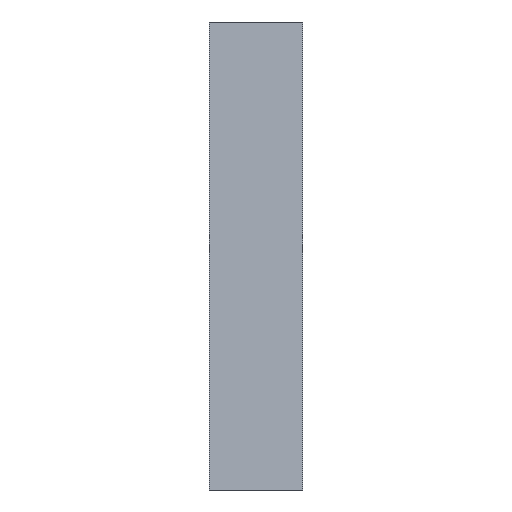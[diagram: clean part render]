
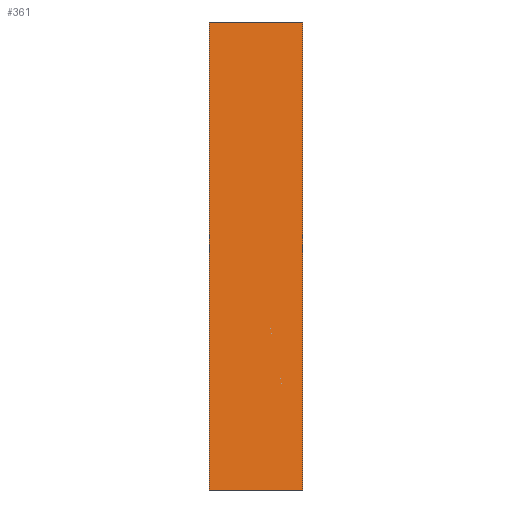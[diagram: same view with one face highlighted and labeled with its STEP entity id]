
A CAD part, left-side view. The second image highlights one B-rep face of the part: STEP entity #361.
In plain terms, the highlighted planar face has unit normal (-0.966, -0.259, 0).
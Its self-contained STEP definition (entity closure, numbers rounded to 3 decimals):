
#17 = VERTEX_POINT ( 'NONE', #18 ) ;
#18 = CARTESIAN_POINT ( 'NONE',  ( -2.679, 10., 50. ) ) ;
#20 = CARTESIAN_POINT ( 'NONE',  ( 0., 0., 50. ) ) ;
#22 = VERTEX_POINT ( 'NONE', #20 ) ;
#24 = VERTEX_POINT ( 'NONE', #169 ) ;
#34 = VERTEX_POINT ( 'NONE', #164 ) ;
#56 = EDGE_CURVE ( 'NONE', #17, #22, #138, .T. ) ;
#59 = EDGE_CURVE ( 'NONE', #17, #34, #144, .T. ) ;
#60 = EDGE_CURVE ( 'NONE', #34, #24, #146, .T. ) ;
#66 = EDGE_CURVE ( 'NONE', #22, #24, #210, .T. ) ;
#70 = AXIS2_PLACEMENT_3D ( 'NONE', #108, #112, #94 ) ;
#88 = FACE_OUTER_BOUND ( 'NONE', #223, .T. ) ;
#94 = DIRECTION ( 'NONE',  ( -0.259, 0.966, 0. ) ) ;
#106 = PLANE ( 'NONE',  #70 ) ;
#108 = CARTESIAN_POINT ( 'NONE',  ( 0., 0., 50. ) ) ;
#112 = DIRECTION ( 'NONE',  ( 0.966, 0.259, 0. ) ) ;
#138 = LINE ( 'NONE', #177, #139 ) ;
#139 = VECTOR ( 'NONE', #159, 1000. ) ;
#144 = LINE ( 'NONE', #256, #145 ) ;
#145 = VECTOR ( 'NONE', #250, 1000. ) ;
#146 = LINE ( 'NONE', #263, #147 ) ;
#147 = VECTOR ( 'NONE', #267, 1000. ) ;
#159 = DIRECTION ( 'NONE',  ( 0.259, -0.966, 0. ) ) ;
#164 = CARTESIAN_POINT ( 'NONE',  ( -2.679, 10., 0. ) ) ;
#169 = CARTESIAN_POINT ( 'NONE',  ( 0., 0., 0. ) ) ;
#177 = CARTESIAN_POINT ( 'NONE',  ( 0., 0., 50. ) ) ;
#210 = LINE ( 'NONE', #249, #211 ) ;
#211 = VECTOR ( 'NONE', #251, 1000. ) ;
#223 = EDGE_LOOP ( 'NONE', ( #308, #309, #310, #311 ) ) ;
#249 = CARTESIAN_POINT ( 'NONE',  ( 0., 0., 50. ) ) ;
#250 = DIRECTION ( 'NONE',  ( 0., 0., -1. ) ) ;
#251 = DIRECTION ( 'NONE',  ( 0., 0., -1. ) ) ;
#256 = CARTESIAN_POINT ( 'NONE',  ( -2.679, 10., 50. ) ) ;
#263 = CARTESIAN_POINT ( 'NONE',  ( 0., 0., 0. ) ) ;
#267 = DIRECTION ( 'NONE',  ( 0.259, -0.966, 0. ) ) ;
#308 = ORIENTED_EDGE ( 'NONE', *, *, #60, .T. ) ;
#309 = ORIENTED_EDGE ( 'NONE', *, *, #66, .F. ) ;
#310 = ORIENTED_EDGE ( 'NONE', *, *, #56, .F. ) ;
#311 = ORIENTED_EDGE ( 'NONE', *, *, #59, .T. ) ;
#361 = ADVANCED_FACE ( 'NONE', ( #88 ), #106, .F. ) ;
